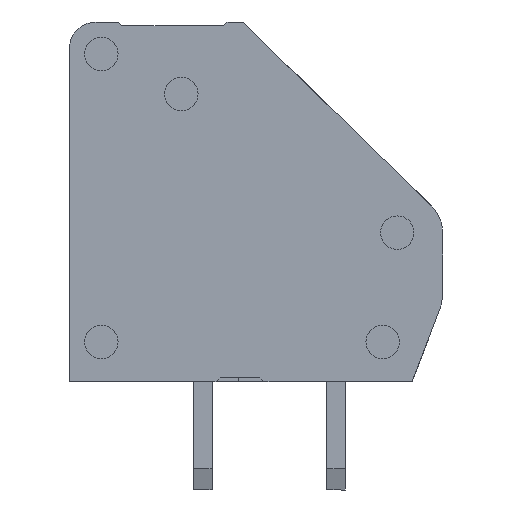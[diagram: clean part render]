
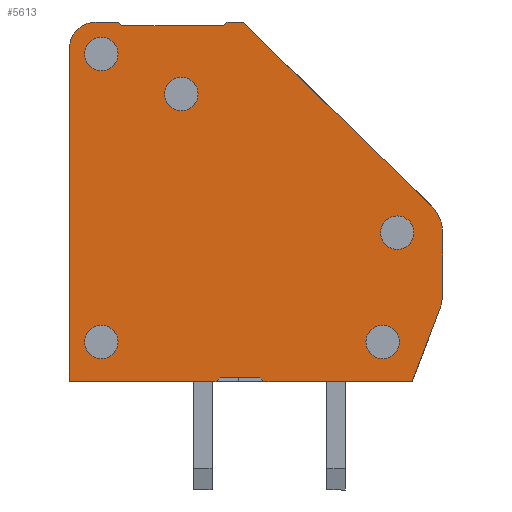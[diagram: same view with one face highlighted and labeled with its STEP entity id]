
A CAD part, front view. The second image highlights one B-rep face of the part: STEP entity #5613.
In plain terms, the highlighted planar face has unit normal (0, -1, 0).
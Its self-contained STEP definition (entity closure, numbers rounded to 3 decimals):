
#254=CIRCLE('',#6095,1.915);
#255=CIRCLE('',#6096,1.397);
#256=CIRCLE('',#6097,1.);
#257=CIRCLE('',#6098,0.625);
#258=CIRCLE('',#6099,0.625);
#259=CIRCLE('',#6100,0.625);
#260=CIRCLE('',#6101,0.625);
#261=CIRCLE('',#6102,0.625);
#1612=ORIENTED_EDGE('',*,*,#2525,.T.);
#1613=ORIENTED_EDGE('',*,*,#2526,.T.);
#1614=ORIENTED_EDGE('',*,*,#2527,.T.);
#1615=ORIENTED_EDGE('',*,*,#2528,.T.);
#1616=ORIENTED_EDGE('',*,*,#2478,.T.);
#1617=ORIENTED_EDGE('',*,*,#2529,.T.);
#1618=ORIENTED_EDGE('',*,*,#2530,.T.);
#1619=ORIENTED_EDGE('',*,*,#2531,.T.);
#1620=ORIENTED_EDGE('',*,*,#2532,.T.);
#1621=ORIENTED_EDGE('',*,*,#2533,.T.);
#1622=ORIENTED_EDGE('',*,*,#2534,.T.);
#1623=ORIENTED_EDGE('',*,*,#2535,.T.);
#1624=ORIENTED_EDGE('',*,*,#2536,.F.);
#1625=ORIENTED_EDGE('',*,*,#2537,.T.);
#1626=ORIENTED_EDGE('',*,*,#2474,.T.);
#1627=ORIENTED_EDGE('',*,*,#2538,.T.);
#1628=ORIENTED_EDGE('',*,*,#2539,.T.);
#1629=ORIENTED_EDGE('',*,*,#2540,.F.);
#1630=ORIENTED_EDGE('',*,*,#2541,.F.);
#1631=ORIENTED_EDGE('',*,*,#2542,.F.);
#1632=ORIENTED_EDGE('',*,*,#2543,.F.);
#1633=ORIENTED_EDGE('',*,*,#2544,.F.);
#2474=EDGE_CURVE('',#3039,#3040,#3664,.T.);
#2478=EDGE_CURVE('',#3043,#3044,#3668,.T.);
#2525=EDGE_CURVE('',#3088,#3089,#3705,.T.);
#2526=EDGE_CURVE('',#3089,#3090,#3706,.T.);
#2527=EDGE_CURVE('',#3090,#3091,#3707,.T.);
#2528=EDGE_CURVE('',#3091,#3043,#3708,.T.);
#2529=EDGE_CURVE('',#3044,#3092,#3709,.T.);
#2530=EDGE_CURVE('',#3092,#3093,#254,.T.);
#2531=EDGE_CURVE('',#3093,#3094,#3710,.T.);
#2532=EDGE_CURVE('',#3094,#3095,#255,.T.);
#2533=EDGE_CURVE('',#3095,#3096,#3711,.T.);
#2534=EDGE_CURVE('',#3096,#3097,#3712,.T.);
#2535=EDGE_CURVE('',#3097,#3098,#3713,.F.);
#2536=EDGE_CURVE('',#3099,#3098,#3714,.T.);
#2537=EDGE_CURVE('',#3099,#3039,#3715,.F.);
#2538=EDGE_CURVE('',#3040,#3100,#256,.T.);
#2539=EDGE_CURVE('',#3100,#3088,#3716,.T.);
#2540=EDGE_CURVE('',#3101,#3101,#257,.T.);
#2541=EDGE_CURVE('',#3102,#3102,#258,.T.);
#2542=EDGE_CURVE('',#3103,#3103,#259,.T.);
#2543=EDGE_CURVE('',#3104,#3104,#260,.T.);
#2544=EDGE_CURVE('',#3105,#3105,#261,.T.);
#3039=VERTEX_POINT('',#9041);
#3040=VERTEX_POINT('',#9042);
#3043=VERTEX_POINT('',#9050);
#3044=VERTEX_POINT('',#9051);
#3088=VERTEX_POINT('',#9144);
#3089=VERTEX_POINT('',#9145);
#3090=VERTEX_POINT('',#9147);
#3091=VERTEX_POINT('',#9149);
#3092=VERTEX_POINT('',#9152);
#3093=VERTEX_POINT('',#9154);
#3094=VERTEX_POINT('',#9156);
#3095=VERTEX_POINT('',#9158);
#3096=VERTEX_POINT('',#9160);
#3097=VERTEX_POINT('',#9162);
#3098=VERTEX_POINT('',#9164);
#3099=VERTEX_POINT('',#9166);
#3100=VERTEX_POINT('',#9169);
#3101=VERTEX_POINT('',#9172);
#3102=VERTEX_POINT('',#9174);
#3103=VERTEX_POINT('',#9176);
#3104=VERTEX_POINT('',#9178);
#3105=VERTEX_POINT('',#9180);
#3664=LINE('',#9040,#4304);
#3668=LINE('',#9049,#4308);
#3705=LINE('',#9143,#4345);
#3706=LINE('',#9146,#4346);
#3707=LINE('',#9148,#4347);
#3708=LINE('',#9150,#4348);
#3709=LINE('',#9151,#4349);
#3710=LINE('',#9155,#4350);
#3711=LINE('',#9159,#4351);
#3712=LINE('',#9161,#4352);
#3713=LINE('',#9163,#4353);
#3714=LINE('',#9165,#4354);
#3715=LINE('',#9167,#4355);
#3716=LINE('',#9170,#4356);
#4304=VECTOR('',#7428,1000.);
#4308=VECTOR('',#7434,1000.);
#4345=VECTOR('',#7495,1000.);
#4346=VECTOR('',#7496,1000.);
#4347=VECTOR('',#7497,1000.);
#4348=VECTOR('',#7498,1000.);
#4349=VECTOR('',#7499,1000.);
#4350=VECTOR('',#7502,1000.);
#4351=VECTOR('',#7505,1000.);
#4352=VECTOR('',#7506,1000.);
#4353=VECTOR('',#7507,1000.);
#4354=VECTOR('',#7508,1000.);
#4355=VECTOR('',#7509,1000.);
#4356=VECTOR('',#7512,1000.);
#4704=EDGE_LOOP('',(#1612,#1613,#1614,#1615,#1616,#1617,#1618,#1619,#1620,
#1621,#1622,#1623,#1624,#1625,#1626,#1627,#1628));
#4705=EDGE_LOOP('',(#1629));
#4706=EDGE_LOOP('',(#1630));
#4707=EDGE_LOOP('',(#1631));
#4708=EDGE_LOOP('',(#1632));
#4709=EDGE_LOOP('',(#1633));
#5061=FACE_BOUND('',#4704,.T.);
#5062=FACE_BOUND('',#4705,.T.);
#5063=FACE_BOUND('',#4706,.T.);
#5064=FACE_BOUND('',#4707,.T.);
#5065=FACE_BOUND('',#4708,.T.);
#5066=FACE_BOUND('',#4709,.T.);
#5326=PLANE('',#6094);
#5613=ADVANCED_FACE('',(#5061,#5062,#5063,#5064,#5065,#5066),#5326,.T.);
#6094=AXIS2_PLACEMENT_3D('',#9142,#7493,#7494);
#6095=AXIS2_PLACEMENT_3D('',#9153,#7500,#7501);
#6096=AXIS2_PLACEMENT_3D('',#9157,#7503,#7504);
#6097=AXIS2_PLACEMENT_3D('',#9168,#7510,#7511);
#6098=AXIS2_PLACEMENT_3D('',#9171,#7513,#7514);
#6099=AXIS2_PLACEMENT_3D('',#9173,#7515,#7516);
#6100=AXIS2_PLACEMENT_3D('',#9175,#7517,#7518);
#6101=AXIS2_PLACEMENT_3D('',#9177,#7519,#7520);
#6102=AXIS2_PLACEMENT_3D('',#9179,#7521,#7522);
#7428=DIRECTION('',(-1.,0.,0.));
#7434=DIRECTION('',(1.,0.,0.));
#7493=DIRECTION('',(0.,-1.,0.));
#7494=DIRECTION('',(0.,0.,-1.));
#7495=DIRECTION('',(1.,0.,0.));
#7496=DIRECTION('',(0.707,0.,0.707));
#7497=DIRECTION('',(1.,0.,0.));
#7498=DIRECTION('',(0.707,0.,-0.707));
#7499=DIRECTION('',(0.358,0.,0.934));
#7500=DIRECTION('',(0.,-1.,0.));
#7501=DIRECTION('',(-1.,0.,0.));
#7502=DIRECTION('',(0.,0.,1.));
#7503=DIRECTION('',(0.,-1.,0.));
#7504=DIRECTION('',(-1.,0.,0.));
#7505=DIRECTION('',(-0.716,0.,0.698));
#7506=DIRECTION('',(-1.,0.,0.));
#7507=DIRECTION('',(0.8,0.,0.6));
#7508=DIRECTION('',(1.,0.,0.));
#7509=DIRECTION('',(0.8,0.,-0.6));
#7510=DIRECTION('',(0.,-1.,0.));
#7511=DIRECTION('',(1.,0.,0.));
#7512=DIRECTION('',(0.,0.,-1.));
#7513=DIRECTION('',(0.,-1.,0.));
#7514=DIRECTION('',(0.,0.,-1.));
#7515=DIRECTION('',(0.,-1.,0.));
#7516=DIRECTION('',(0.,0.,-1.));
#7517=DIRECTION('',(0.,-1.,0.));
#7518=DIRECTION('',(0.,0.,-1.));
#7519=DIRECTION('',(0.,-1.,0.));
#7520=DIRECTION('',(0.,0.,-1.));
#7521=DIRECTION('',(0.,-1.,0.));
#7522=DIRECTION('',(0.,0.,-1.));
#9040=CARTESIAN_POINT('',(1.,0.,13.5));
#9041=CARTESIAN_POINT('',(1.8,0.,13.5));
#9042=CARTESIAN_POINT('',(1.,0.,13.5));
#9049=CARTESIAN_POINT('',(0.,0.,0.));
#9050=CARTESIAN_POINT('',(7.3,0.,0.));
#9051=CARTESIAN_POINT('',(12.852,0.,0.));
#9142=CARTESIAN_POINT('',(12.085,0.,3.35));
#9143=CARTESIAN_POINT('',(0.,0.,0.));
#9144=CARTESIAN_POINT('',(0.,0.,0.));
#9145=CARTESIAN_POINT('',(5.5,0.,0.));
#9146=CARTESIAN_POINT('',(10.468,0.,4.968));
#9147=CARTESIAN_POINT('',(5.65,0.,0.15));
#9148=CARTESIAN_POINT('',(5.65,0.,0.15));
#9149=CARTESIAN_POINT('',(7.15,0.,0.15));
#9150=CARTESIAN_POINT('',(8.018,0.,-0.718));
#9151=CARTESIAN_POINT('',(13.873,0.,2.665));
#9152=CARTESIAN_POINT('',(13.873,0.,2.665));
#9153=CARTESIAN_POINT('',(12.085,0.,3.35));
#9154=CARTESIAN_POINT('',(14.,0.,3.35));
#9155=CARTESIAN_POINT('',(14.,0.,3.35));
#9156=CARTESIAN_POINT('',(14.,0.,5.6));
#9157=CARTESIAN_POINT('',(12.603,0.,5.6));
#9158=CARTESIAN_POINT('',(13.578,0.,6.6));
#9159=CARTESIAN_POINT('',(6.5,0.,13.5));
#9160=CARTESIAN_POINT('',(6.5,0.,13.5));
#9161=CARTESIAN_POINT('',(1.,0.,13.5));
#9162=CARTESIAN_POINT('',(5.95,0.,13.5));
#9163=CARTESIAN_POINT('',(5.004,0.,12.791));
#9164=CARTESIAN_POINT('',(5.75,0.,13.35));
#9165=CARTESIAN_POINT('',(5.75,0.,13.35));
#9166=CARTESIAN_POINT('',(2.,0.,13.35));
#9167=CARTESIAN_POINT('',(13.254,0.,4.909));
#9168=CARTESIAN_POINT('',(1.,0.,12.5));
#9169=CARTESIAN_POINT('',(0.,0.,12.5));
#9170=CARTESIAN_POINT('',(0.,0.,0.));
#9171=CARTESIAN_POINT('',(12.3,0.,5.6));
#9172=CARTESIAN_POINT('',(12.3,0.,4.975));
#9173=CARTESIAN_POINT('',(4.2,0.,10.8));
#9174=CARTESIAN_POINT('',(4.2,0.,10.175));
#9175=CARTESIAN_POINT('',(11.75,0.,1.5));
#9176=CARTESIAN_POINT('',(11.75,0.,0.875));
#9177=CARTESIAN_POINT('',(1.2,0.,1.5));
#9178=CARTESIAN_POINT('',(1.2,0.,0.875));
#9179=CARTESIAN_POINT('',(1.2,0.,12.3));
#9180=CARTESIAN_POINT('',(1.2,0.,11.675));
